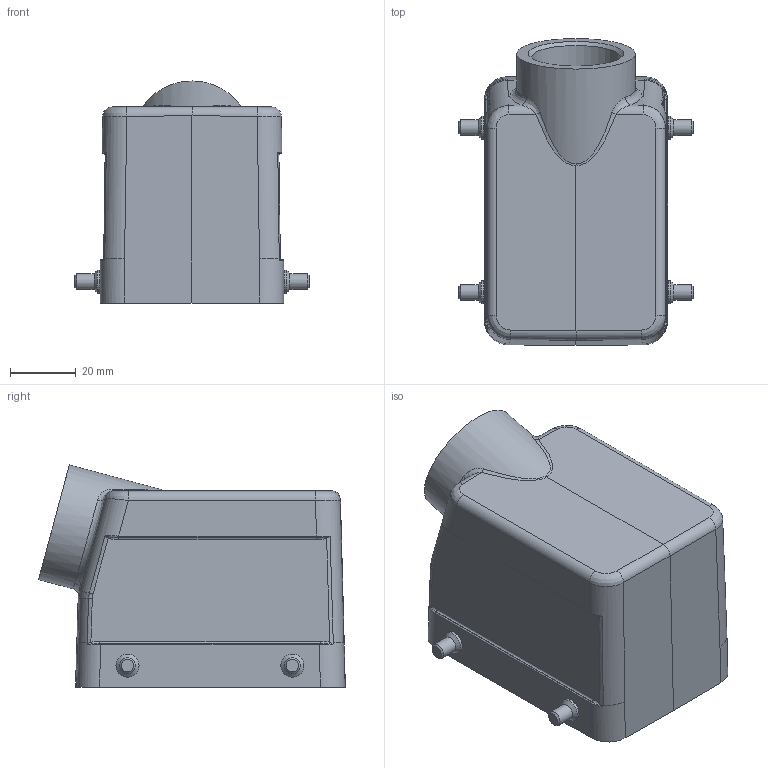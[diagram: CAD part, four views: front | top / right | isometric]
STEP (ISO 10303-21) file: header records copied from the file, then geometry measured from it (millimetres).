
FILE_DESCRIPTION(/* description */ (''),/* implementation_level */ '2;1');
FILE_NAME(/* name */ 'H32A-SE-4B-XXX.stp',/* time_stamp */ '2023-05-16T14:55:08+08:00',/* author */ (''),/* organization */ (''),/* preprocessor_version */ 'ST-DEVELOPER v16',/* originating_system */ 'SIEMENS PLM Software NX 10.0',/* authorisation */ '');
FILE_SCHEMA (('AUTOMOTIVE_DESIGN { 1 0 10303 214 3 1 1 1 }'));
Length unit declared in the file: millimetre
Products named in the file (1): Admi1CD47FF0fmll
Bounding box: 71 x 93.03 x 67.36 mm (x, y, z)
Volume: 68594.2 mm3; surface area: 41036.4 mm2
Topology: 1 solids, 1 shells, 363 faces, 862 edges, 484 vertices
Faces by surface type: bspline 158, cylinder 122, plane 61, cone 18, torus 4
Full cylindrical faces by diameter (mm): 2.3 x4, 3 x4, 3.4 x8, 4.8 x4, 7 x4, 23.6 x1, 27 x1, 36 x1
Entity records: 12954 total; most frequent: CARTESIAN_POINT 5828, ORIENTED_EDGE 1520, DIRECTION 1356, EDGE_CURVE 760, AXIS2_PLACEMENT_3D 575, VERTEX_POINT 469, EDGE_LOOP 427, ADVANCED_FACE 363
